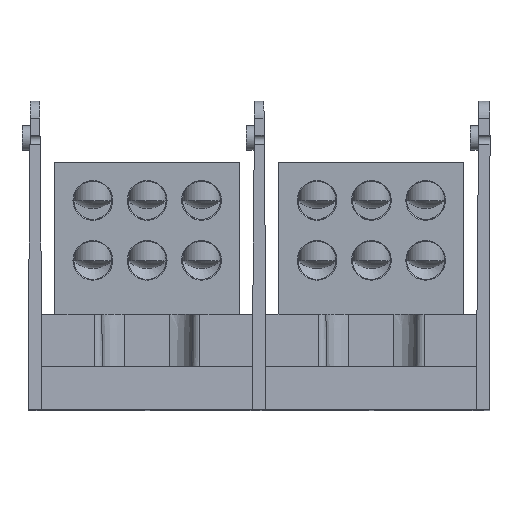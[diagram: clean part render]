
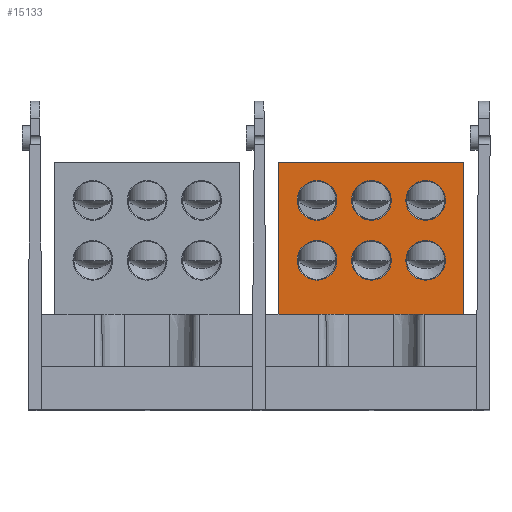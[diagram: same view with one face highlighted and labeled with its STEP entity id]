
A CAD part, top view. The second image highlights one B-rep face of the part: STEP entity #15133.
In plain terms, the highlighted planar face has unit normal (0, 0, 1).
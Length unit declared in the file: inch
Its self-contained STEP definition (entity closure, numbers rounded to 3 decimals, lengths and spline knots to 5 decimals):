
#1253 = ORIENTED_EDGE ( 'NONE', *, *, #6967, .T. ) ;
#1546 = DIRECTION ( 'NONE',  ( 1., 0., 0. ) ) ;
#1678 = EDGE_CURVE ( 'NONE', #36024, #36024, #3497, .T. ) ;
#2043 = CIRCLE ( 'NONE', #27066, 0.22875 ) ;
#2071 = DIRECTION ( 'NONE',  ( -1., 0., 0. ) ) ;
#2342 = AXIS2_PLACEMENT_3D ( 'NONE', #31433, #72556, #37350 ) ;
#2610 = LINE ( 'NONE', #18134, #3281 ) ;
#3281 = VECTOR ( 'NONE', #59152, 39.37008 ) ;
#3497 = CIRCLE ( 'NONE', #8469, 0.22875 ) ;
#3602 = EDGE_LOOP ( 'NONE', ( #52372, #34586, #75102, #10447 ) ) ;
#3987 = VERTEX_POINT ( 'NONE', #25739 ) ;
#4270 = CARTESIAN_POINT ( 'NONE',  ( -0.625, 1.722, 1.75 ) ) ;
#5621 = DIRECTION ( 'NONE',  ( 0., 0., -1. ) ) ;
#6443 = CARTESIAN_POINT ( 'NONE',  ( 0.625, 2.412, 1.75 ) ) ;
#6964 = FACE_OUTER_BOUND ( 'NONE', #3602, .T. ) ;
#6967 = EDGE_CURVE ( 'NONE', #59906, #59906, #70454, .T. ) ;
#8469 = AXIS2_PLACEMENT_3D ( 'NONE', #4270, #45206, #10122 ) ;
#10122 = DIRECTION ( 'NONE',  ( -1., 0., 0. ) ) ;
#10195 = EDGE_CURVE ( 'NONE', #14299, #64669, #15302, .T. ) ;
#10447 = ORIENTED_EDGE ( 'NONE', *, *, #10195, .T. ) ;
#11138 = EDGE_LOOP ( 'NONE', ( #1253 ) ) ;
#12149 = CARTESIAN_POINT ( 'NONE',  ( 0.39625, 2.412, 1.75 ) ) ;
#12300 = DIRECTION ( 'NONE',  ( -1., 0., 0. ) ) ;
#12620 = FACE_BOUND ( 'NONE', #34060, .T. ) ;
#13522 = EDGE_CURVE ( 'NONE', #14299, #26519, #2610, .T. ) ;
#14299 = VERTEX_POINT ( 'NONE', #24459 ) ;
#15088 = EDGE_CURVE ( 'NONE', #3987, #3987, #33057, .T. ) ;
#15100 = VECTOR ( 'NONE', #1546, 39.37008 ) ;
#15133 = ADVANCED_FACE ( 'NONE', ( #42489, #34101, #12620, #34031, #69201, #37686, #6964 ), #66344, .F. ) ;
#15302 = LINE ( 'NONE', #71774, #15100 ) ;
#16650 = VECTOR ( 'NONE', #38077, 39.37008 ) ;
#18134 = CARTESIAN_POINT ( 'NONE',  ( -1.065, 1.1, 1.75 ) ) ;
#19371 = CARTESIAN_POINT ( 'NONE',  ( -0.22875, 2.412, 1.75 ) ) ;
#21536 = CIRCLE ( 'NONE', #30231, 0.22875 ) ;
#23091 = EDGE_LOOP ( 'NONE', ( #64462 ) ) ;
#23666 = EDGE_LOOP ( 'NONE', ( #36304 ) ) ;
#23709 = DIRECTION ( 'NONE',  ( 1., 0., 0. ) ) ;
#23728 = CARTESIAN_POINT ( 'NONE',  ( -1.065, 2.85, 1.75 ) ) ;
#24022 = ORIENTED_EDGE ( 'NONE', *, *, #68485, .T. ) ;
#24459 = CARTESIAN_POINT ( 'NONE',  ( -1.065, 1.1, 1.75 ) ) ;
#25668 = LINE ( 'NONE', #57762, #55011 ) ;
#25739 = CARTESIAN_POINT ( 'NONE',  ( -0.85375, 2.412, 1.75 ) ) ;
#26519 = VERTEX_POINT ( 'NONE', #23728 ) ;
#27066 = AXIS2_PLACEMENT_3D ( 'NONE', #40642, #5621, #46560 ) ;
#27150 = DIRECTION ( 'NONE',  ( 0., 0., -1. ) ) ;
#30231 = AXIS2_PLACEMENT_3D ( 'NONE', #66931, #31781, #72886 ) ;
#31433 = CARTESIAN_POINT ( 'NONE',  ( -1.065, 1.1, 1.75 ) ) ;
#31781 = DIRECTION ( 'NONE',  ( 0., 0., -1. ) ) ;
#32653 = VERTEX_POINT ( 'NONE', #70278 ) ;
#32987 = EDGE_CURVE ( 'NONE', #59571, #59571, #2043, .T. ) ;
#33057 = CIRCLE ( 'NONE', #47010, 0.22875 ) ;
#33676 = EDGE_CURVE ( 'NONE', #26519, #32653, #25668, .T. ) ;
#34031 = FACE_BOUND ( 'NONE', #23666, .T. ) ;
#34060 = EDGE_LOOP ( 'NONE', ( #24022 ) ) ;
#34062 = AXIS2_PLACEMENT_3D ( 'NONE', #62265, #27150, #68198 ) ;
#34101 = FACE_BOUND ( 'NONE', #11138, .T. ) ;
#34400 = CARTESIAN_POINT ( 'NONE',  ( -0.22875, 1.722, 1.75 ) ) ;
#34586 = ORIENTED_EDGE ( 'NONE', *, *, #33676, .F. ) ;
#36024 = VERTEX_POINT ( 'NONE', #42385 ) ;
#36304 = ORIENTED_EDGE ( 'NONE', *, *, #1678, .T. ) ;
#37036 = EDGE_CURVE ( 'NONE', #64669, #32653, #61563, .T. ) ;
#37111 = DIRECTION ( 'NONE',  ( 0., 0., -1. ) ) ;
#37350 = DIRECTION ( 'NONE',  ( -1., 0., 0. ) ) ;
#37686 = FACE_BOUND ( 'NONE', #38081, .T. ) ;
#38077 = DIRECTION ( 'NONE',  ( 0., 1., 0. ) ) ;
#38081 = EDGE_LOOP ( 'NONE', ( #38404 ) ) ;
#38404 = ORIENTED_EDGE ( 'NONE', *, *, #32987, .T. ) ;
#40456 = CIRCLE ( 'NONE', #68095, 0.22875 ) ;
#40642 = CARTESIAN_POINT ( 'NONE',  ( 0.625, 1.722, 1.75 ) ) ;
#40974 = ORIENTED_EDGE ( 'NONE', *, *, #52589, .T. ) ;
#42385 = CARTESIAN_POINT ( 'NONE',  ( -0.85375, 1.722, 1.75 ) ) ;
#42489 = FACE_BOUND ( 'NONE', #23091, .T. ) ;
#44683 = CARTESIAN_POINT ( 'NONE',  ( 0.39625, 1.722, 1.75 ) ) ;
#45206 = DIRECTION ( 'NONE',  ( 0., 0., -1. ) ) ;
#46560 = DIRECTION ( 'NONE',  ( -1., 0., 0. ) ) ;
#47010 = AXIS2_PLACEMENT_3D ( 'NONE', #72284, #37111, #2071 ) ;
#47366 = DIRECTION ( 'NONE',  ( 0., 0., -1. ) ) ;
#47553 = VERTEX_POINT ( 'NONE', #34400 ) ;
#48630 = EDGE_LOOP ( 'NONE', ( #40974 ) ) ;
#52372 = ORIENTED_EDGE ( 'NONE', *, *, #37036, .T. ) ;
#52589 = EDGE_CURVE ( 'NONE', #47553, #47553, #21536, .T. ) ;
#55011 = VECTOR ( 'NONE', #23709, 39.37008 ) ;
#57762 = CARTESIAN_POINT ( 'NONE',  ( -1.065, 2.85, 1.75 ) ) ;
#57864 = CARTESIAN_POINT ( 'NONE',  ( 1.065, 1.1, 1.75 ) ) ;
#59152 = DIRECTION ( 'NONE',  ( 0., 1., 0. ) ) ;
#59571 = VERTEX_POINT ( 'NONE', #44683 ) ;
#59906 = VERTEX_POINT ( 'NONE', #19371 ) ;
#61563 = LINE ( 'NONE', #73535, #16650 ) ;
#62265 = CARTESIAN_POINT ( 'NONE',  ( 0., 2.412, 1.75 ) ) ;
#64462 = ORIENTED_EDGE ( 'NONE', *, *, #15088, .T. ) ;
#64669 = VERTEX_POINT ( 'NONE', #57864 ) ;
#66344 = PLANE ( 'NONE',  #2342 ) ;
#66931 = CARTESIAN_POINT ( 'NONE',  ( 0., 1.722, 1.75 ) ) ;
#68095 = AXIS2_PLACEMENT_3D ( 'NONE', #6443, #47366, #12300 ) ;
#68198 = DIRECTION ( 'NONE',  ( -1., 0., 0. ) ) ;
#68485 = EDGE_CURVE ( 'NONE', #72313, #72313, #40456, .T. ) ;
#69201 = FACE_BOUND ( 'NONE', #48630, .T. ) ;
#70278 = CARTESIAN_POINT ( 'NONE',  ( 1.065, 2.85, 1.75 ) ) ;
#70454 = CIRCLE ( 'NONE', #34062, 0.22875 ) ;
#71774 = CARTESIAN_POINT ( 'NONE',  ( -1.065, 1.1, 1.75 ) ) ;
#72284 = CARTESIAN_POINT ( 'NONE',  ( -0.625, 2.412, 1.75 ) ) ;
#72313 = VERTEX_POINT ( 'NONE', #12149 ) ;
#72556 = DIRECTION ( 'NONE',  ( 0., 0., -1. ) ) ;
#72886 = DIRECTION ( 'NONE',  ( -1., 0., 0. ) ) ;
#73535 = CARTESIAN_POINT ( 'NONE',  ( 1.065, 1.1, 1.75 ) ) ;
#75102 = ORIENTED_EDGE ( 'NONE', *, *, #13522, .F. ) ;
